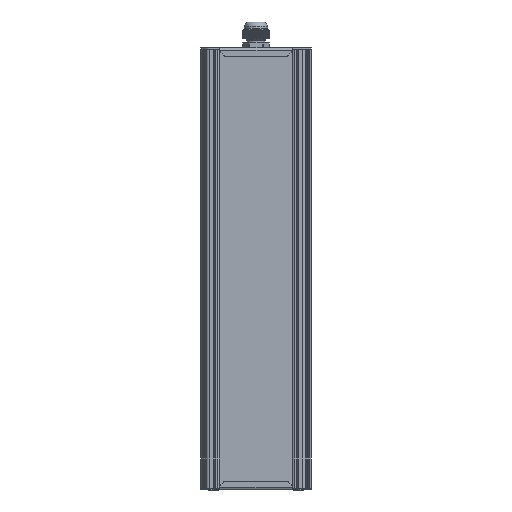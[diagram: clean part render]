
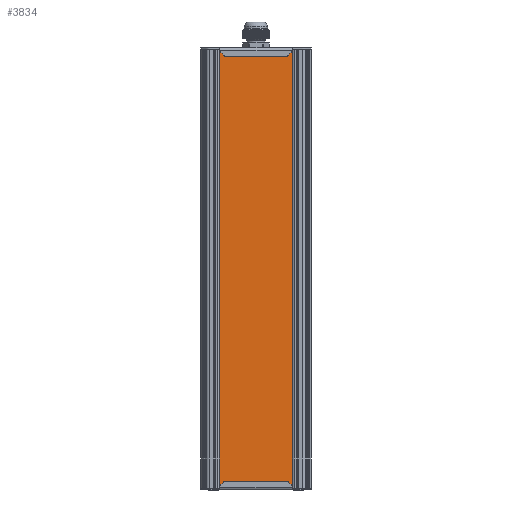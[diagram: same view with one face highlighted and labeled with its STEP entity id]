
A CAD part, front view. The second image highlights one B-rep face of the part: STEP entity #3834.
In plain terms, the highlighted face is planar.
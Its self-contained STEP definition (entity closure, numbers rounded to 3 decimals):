
#3834=ADVANCED_FACE('',(#14057),#14059,.T.);
#14057=FACE_BOUND('',#14058,.T.);
#14058=EDGE_LOOP('',(#29320,#29321,#29322,#29323));
#14059=PLANE('',#14060);
#14060=AXIS2_PLACEMENT_3D('',#14061,#14062,#14063);
#14061=CARTESIAN_POINT('',(120.465,593.492,117.308));
#14062=DIRECTION('',(0.,0.,-1.));
#14063=DIRECTION('',(0.,1.,0.));
#29320=ORIENTED_EDGE('',*,*,#37794,.T.);
#29321=ORIENTED_EDGE('',*,*,#37796,.F.);
#29322=ORIENTED_EDGE('',*,*,#37797,.F.);
#29323=ORIENTED_EDGE('',*,*,#37798,.T.);
#37794=EDGE_CURVE('',#44366,#44364,#44367,.T.);
#37796=EDGE_CURVE('',#44369,#44364,#44370,.T.);
#37797=EDGE_CURVE('',#44371,#44369,#44372,.T.);
#37798=EDGE_CURVE('',#44371,#44366,#44373,.T.);
#44364=VERTEX_POINT('',#64776);
#44366=VERTEX_POINT('',#64780);
#44367=LINE('',#64781,#64782);
#44369=VERTEX_POINT('',#64787);
#44370=LINE('',#64788,#64789);
#44371=VERTEX_POINT('',#64791);
#44372=LINE('',#64792,#64793);
#44373=LINE('',#64795,#64796);
#64776=CARTESIAN_POINT('',(491.465,679.838,117.308));
#64780=CARTESIAN_POINT('',(45.465,679.838,117.308));
#64781=CARTESIAN_POINT('',(45.465,679.838,117.308));
#64782=VECTOR('',#64783,1.);
#64783=DIRECTION('',(1.,0.,0.));
#64787=CARTESIAN_POINT('',(491.465,593.492,117.308));
#64788=CARTESIAN_POINT('',(491.465,593.492,117.308));
#64789=VECTOR('',#64790,1.);
#64790=DIRECTION('',(0.,1.,0.));
#64791=CARTESIAN_POINT('',(45.465,593.492,117.308));
#64792=CARTESIAN_POINT('',(45.465,593.492,117.308));
#64793=VECTOR('',#64794,1.);
#64794=DIRECTION('',(1.,0.,0.));
#64795=CARTESIAN_POINT('',(45.465,593.492,117.308));
#64796=VECTOR('',#64797,1.);
#64797=DIRECTION('',(0.,1.,0.));
